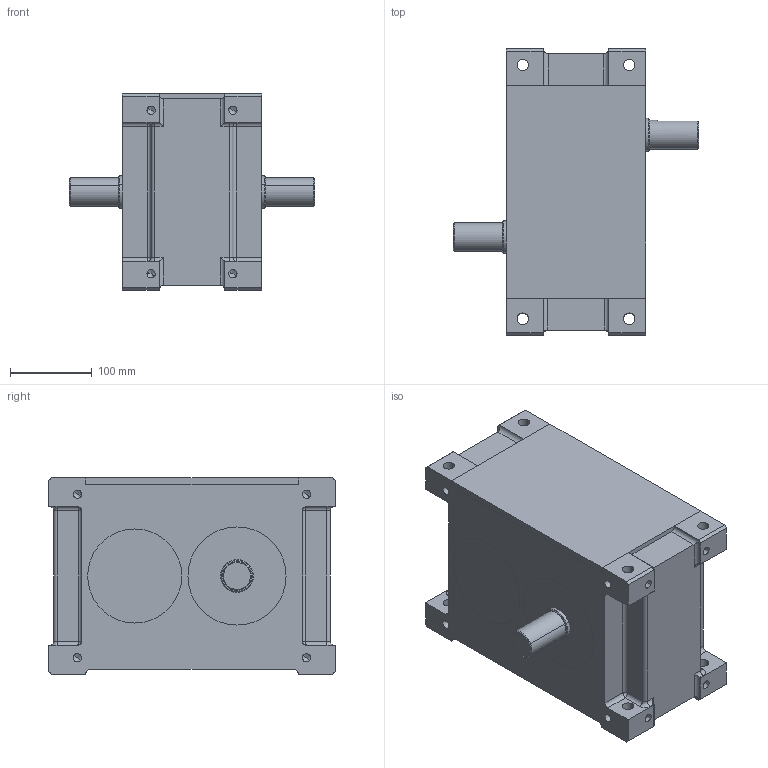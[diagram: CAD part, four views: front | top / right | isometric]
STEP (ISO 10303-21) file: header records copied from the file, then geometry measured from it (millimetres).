
FILE_DESCRIPTION(('CATIA V5 STEP Exchange'),'2;1');
FILE_NAME('PU125DSOUT.stp','2013-07-17T03:29:12+00:00',('none'),('none'),'CATIA Version 5 Release 18 SP 6 (IN-10)','CATIA V5 STEP AP203','none');
FILE_SCHEMA(('CONFIG_CONTROL_DESIGN'));
Length unit declared in the file: millimetre
Products named in the file (1): PU125DSOUT
Bounding box: 300 x 350 x 240 mm (x, y, z)
Volume: 12776087.2 mm3; surface area: 629880.2 mm2
Topology: 8 solids, 8 shells, 271 faces, 662 edges, 389 vertices
Faces by surface type: cylinder 124, plane 90, cone 41, bspline 8, torus 8
Entity records: 8022 total; most frequent: CARTESIAN_POINT 2447, ORIENTED_EDGE 1244, DIRECTION 869, EDGE_CURVE 622, VERTEX_POINT 389, AXIS2_PLACEMENT_3D 368, VECTOR 350, LINE 350
